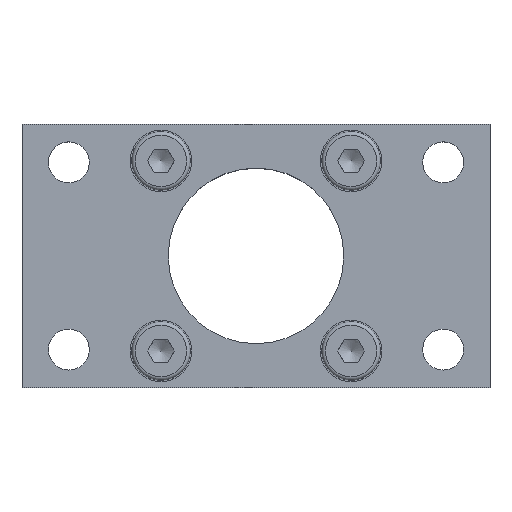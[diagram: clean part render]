
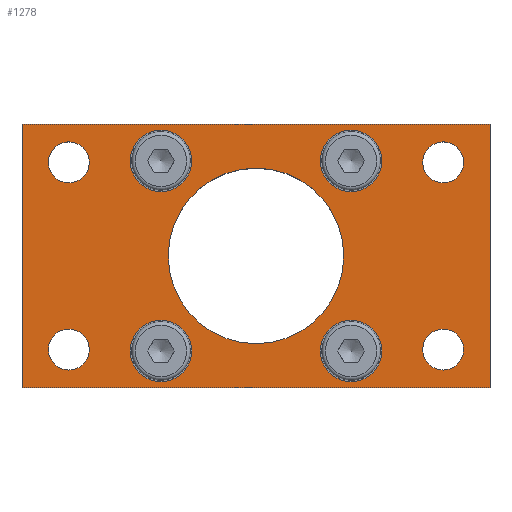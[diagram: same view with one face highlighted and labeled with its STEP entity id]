
A CAD part, top view. The second image highlights one B-rep face of the part: STEP entity #1278.
In plain terms, the highlighted planar face has unit normal (0, 0, 1).
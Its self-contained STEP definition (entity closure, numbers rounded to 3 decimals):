
#87=LINE('',#2113,#147);
#91=LINE('',#2121,#151);
#94=LINE('',#2127,#154);
#97=LINE('',#2132,#157);
#147=VECTOR('',#1734,45.);
#151=VECTOR('',#1740,80.);
#154=VECTOR('',#1745,45.);
#157=VECTOR('',#1750,80.);
#211=PLANE('',#1418);
#279=FACE_BOUND('',#507,.T.);
#280=FACE_BOUND('',#508,.T.);
#281=FACE_BOUND('',#509,.T.);
#282=FACE_BOUND('',#510,.T.);
#283=FACE_BOUND('',#511,.T.);
#284=FACE_BOUND('',#512,.T.);
#285=FACE_BOUND('',#513,.T.);
#286=FACE_BOUND('',#514,.T.);
#287=FACE_BOUND('',#515,.T.);
#378=FACE_OUTER_BOUND('',#506,.T.);
#506=EDGE_LOOP('',(#1078,#1079,#1080,#1081));
#507=EDGE_LOOP('',(#1082));
#508=EDGE_LOOP('',(#1083));
#509=EDGE_LOOP('',(#1084));
#510=EDGE_LOOP('',(#1085));
#511=EDGE_LOOP('',(#1086));
#512=EDGE_LOOP('',(#1087));
#513=EDGE_LOOP('',(#1088));
#514=EDGE_LOOP('',(#1089));
#515=EDGE_LOOP('',(#1090));
#557=CIRCLE('',#1375,5.25);
#559=CIRCLE('',#1378,5.25);
#561=CIRCLE('',#1381,5.25);
#563=CIRCLE('',#1384,5.25);
#570=CIRCLE('',#1400,15.);
#572=CIRCLE('',#1403,3.5);
#574=CIRCLE('',#1406,3.5);
#576=CIRCLE('',#1409,3.5);
#578=CIRCLE('',#1412,3.5);
#659=VERTEX_POINT('',#2048);
#661=VERTEX_POINT('',#2053);
#663=VERTEX_POINT('',#2058);
#665=VERTEX_POINT('',#2063);
#672=VERTEX_POINT('',#2086);
#674=VERTEX_POINT('',#2091);
#676=VERTEX_POINT('',#2096);
#678=VERTEX_POINT('',#2101);
#680=VERTEX_POINT('',#2106);
#682=VERTEX_POINT('',#2111);
#683=VERTEX_POINT('',#2112);
#686=VERTEX_POINT('',#2120);
#688=VERTEX_POINT('',#2126);
#793=EDGE_CURVE('',#659,#659,#557,.T.);
#795=EDGE_CURVE('',#661,#661,#559,.T.);
#797=EDGE_CURVE('',#663,#663,#561,.T.);
#799=EDGE_CURVE('',#665,#665,#563,.T.);
#806=EDGE_CURVE('',#672,#672,#570,.T.);
#808=EDGE_CURVE('',#674,#674,#572,.T.);
#810=EDGE_CURVE('',#676,#676,#574,.T.);
#812=EDGE_CURVE('',#678,#678,#576,.T.);
#814=EDGE_CURVE('',#680,#680,#578,.T.);
#816=EDGE_CURVE('',#682,#683,#87,.T.);
#820=EDGE_CURVE('',#683,#686,#91,.T.);
#823=EDGE_CURVE('',#686,#688,#94,.T.);
#826=EDGE_CURVE('',#688,#682,#97,.T.);
#1078=ORIENTED_EDGE('',*,*,#816,.F.);
#1079=ORIENTED_EDGE('',*,*,#826,.F.);
#1080=ORIENTED_EDGE('',*,*,#823,.F.);
#1081=ORIENTED_EDGE('',*,*,#820,.F.);
#1082=ORIENTED_EDGE('',*,*,#793,.F.);
#1083=ORIENTED_EDGE('',*,*,#795,.F.);
#1084=ORIENTED_EDGE('',*,*,#797,.F.);
#1085=ORIENTED_EDGE('',*,*,#799,.F.);
#1086=ORIENTED_EDGE('',*,*,#806,.T.);
#1087=ORIENTED_EDGE('',*,*,#808,.T.);
#1088=ORIENTED_EDGE('',*,*,#810,.T.);
#1089=ORIENTED_EDGE('',*,*,#812,.T.);
#1090=ORIENTED_EDGE('',*,*,#814,.T.);
#1278=ADVANCED_FACE('',(#378,#279,#280,#281,#282,#283,#284,#285,#286,#287),
#211,.T.);
#1375=AXIS2_PLACEMENT_3D('',#2049,#1654,#1655);
#1378=AXIS2_PLACEMENT_3D('',#2054,#1660,#1661);
#1381=AXIS2_PLACEMENT_3D('',#2059,#1666,#1667);
#1384=AXIS2_PLACEMENT_3D('',#2064,#1672,#1673);
#1400=AXIS2_PLACEMENT_3D('',#2087,#1704,#1705);
#1403=AXIS2_PLACEMENT_3D('',#2092,#1710,#1711);
#1406=AXIS2_PLACEMENT_3D('',#2097,#1716,#1717);
#1409=AXIS2_PLACEMENT_3D('',#2102,#1722,#1723);
#1412=AXIS2_PLACEMENT_3D('',#2107,#1728,#1729);
#1418=AXIS2_PLACEMENT_3D('',#2134,#1752,#1753);
#1654=DIRECTION('center_axis',(0.,0.,1.));
#1655=DIRECTION('ref_axis',(-1.,0.,0.));
#1660=DIRECTION('center_axis',(0.,0.,1.));
#1661=DIRECTION('ref_axis',(-1.,0.,0.));
#1666=DIRECTION('center_axis',(0.,0.,1.));
#1667=DIRECTION('ref_axis',(-1.,0.,0.));
#1672=DIRECTION('center_axis',(0.,0.,1.));
#1673=DIRECTION('ref_axis',(-1.,0.,0.));
#1704=DIRECTION('center_axis',(0.,0.,-1.));
#1705=DIRECTION('ref_axis',(-1.,0.,0.));
#1710=DIRECTION('center_axis',(0.,0.,-1.));
#1711=DIRECTION('ref_axis',(-1.,0.,0.));
#1716=DIRECTION('center_axis',(0.,0.,-1.));
#1717=DIRECTION('ref_axis',(-1.,0.,0.));
#1722=DIRECTION('center_axis',(0.,0.,-1.));
#1723=DIRECTION('ref_axis',(-1.,0.,0.));
#1728=DIRECTION('center_axis',(0.,0.,-1.));
#1729=DIRECTION('ref_axis',(-1.,0.,0.));
#1734=DIRECTION('',(0.,-1.,0.));
#1740=DIRECTION('',(-1.,0.,0.));
#1745=DIRECTION('',(0.,1.,0.));
#1750=DIRECTION('',(1.,0.,0.));
#1752=DIRECTION('center_axis',(0.,0.,1.));
#1753=DIRECTION('ref_axis',(1.,0.,0.));
#2048=CARTESIAN_POINT('',(44.444,30.992,10.));
#2049=CARTESIAN_POINT('Origin',(39.194,30.992,10.));
#2053=CARTESIAN_POINT('',(11.944,30.992,10.));
#2054=CARTESIAN_POINT('Origin',(6.694,30.992,10.));
#2058=CARTESIAN_POINT('',(44.444,-1.508,10.));
#2059=CARTESIAN_POINT('Origin',(39.194,-1.508,10.));
#2063=CARTESIAN_POINT('',(11.944,-1.508,10.));
#2064=CARTESIAN_POINT('Origin',(6.694,-1.508,10.));
#2086=CARTESIAN_POINT('',(37.944,14.742,10.));
#2087=CARTESIAN_POINT('Origin',(22.944,14.742,10.));
#2091=CARTESIAN_POINT('',(-5.556,-1.258,10.));
#2092=CARTESIAN_POINT('Origin',(-9.056,-1.258,10.));
#2096=CARTESIAN_POINT('',(58.444,-1.258,10.));
#2097=CARTESIAN_POINT('Origin',(54.944,-1.258,10.));
#2101=CARTESIAN_POINT('',(58.444,30.742,10.));
#2102=CARTESIAN_POINT('Origin',(54.944,30.742,10.));
#2106=CARTESIAN_POINT('',(-5.556,30.742,10.));
#2107=CARTESIAN_POINT('Origin',(-9.056,30.742,10.));
#2111=CARTESIAN_POINT('',(62.944,37.242,10.));
#2112=CARTESIAN_POINT('',(62.944,-7.758,10.));
#2113=CARTESIAN_POINT('',(62.944,37.242,10.));
#2120=CARTESIAN_POINT('',(-17.056,-7.758,10.));
#2121=CARTESIAN_POINT('',(62.944,-7.758,10.));
#2126=CARTESIAN_POINT('',(-17.056,37.242,10.));
#2127=CARTESIAN_POINT('',(-17.056,-7.758,10.));
#2132=CARTESIAN_POINT('',(-17.056,37.242,10.));
#2134=CARTESIAN_POINT('Origin',(22.944,14.742,10.));
